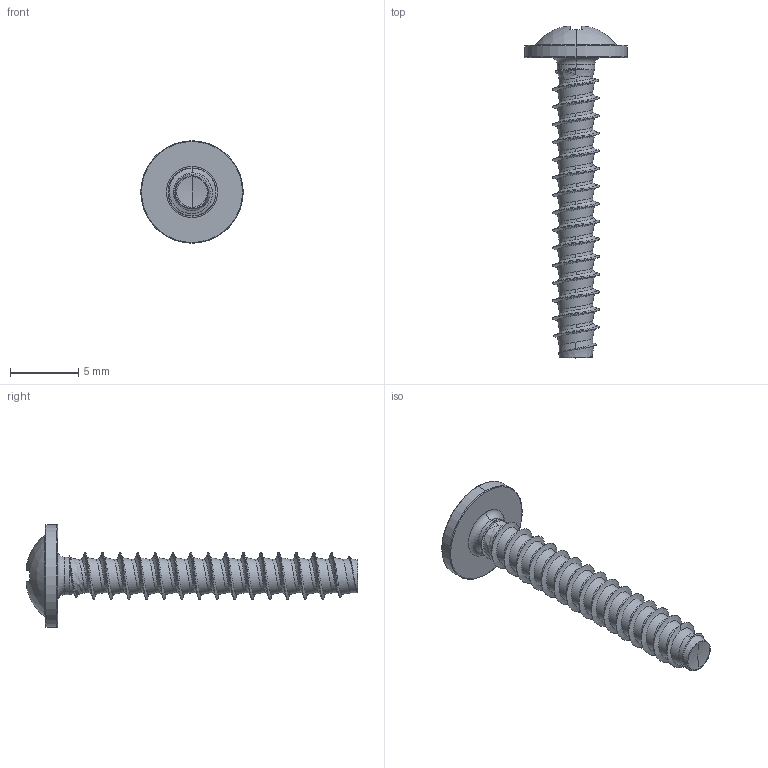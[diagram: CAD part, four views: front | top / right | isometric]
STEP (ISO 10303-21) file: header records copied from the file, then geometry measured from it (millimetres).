
FILE_DESCRIPTION (( 'STEP AP203' ), '1' );
FILE_NAME ('STP210350220.STEP', '2017-08-14T17:24:13', ( '' ), ( '' ), 'SwSTEP 2.0', 'SolidWorks 2015', '' );
FILE_SCHEMA (( 'CONFIG_CONTROL_DESIGN' ));
Length unit declared in the file: millimetre
Products named in the file (1): STP210350220
Bounding box: 7.5 x 24.31 x 7.5 mm (x, y, z)
Volume: 179.8 mm3; surface area: 403.8 mm2
Topology: 1 solids, 1 shells, 203 faces, 493 edges, 293 vertices
Faces by surface type: cylinder 58, bspline 55, plane 31, torus 30, sphere 20, cone 9
Entity records: 24915 total; most frequent: CARTESIAN_POINT 20650, ORIENTED_EDGE 982, DIRECTION 773, EDGE_CURVE 491, AXIS2_PLACEMENT_3D 335, VERTEX_POINT 293, EDGE_LOOP 206, ADVANCED_FACE 203
